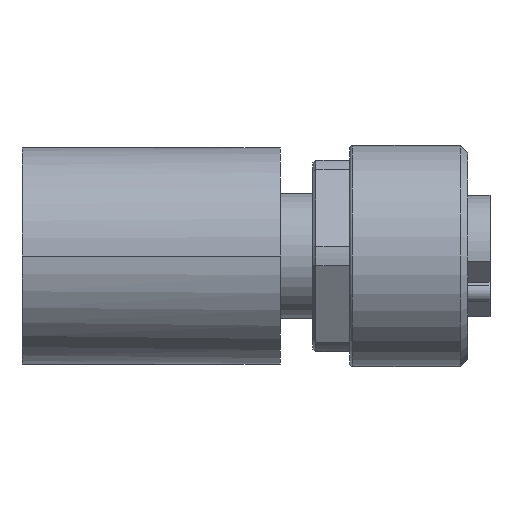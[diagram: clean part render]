
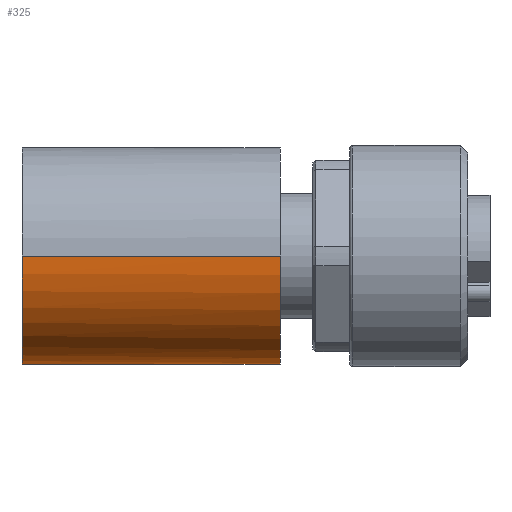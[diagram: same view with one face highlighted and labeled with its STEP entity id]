
A CAD part, left-side view. The second image highlights one B-rep face of the part: STEP entity #325.
In plain terms, the highlighted cylindrical face has radius 7.35 mm (diameter 14.7 mm), a partial arc.
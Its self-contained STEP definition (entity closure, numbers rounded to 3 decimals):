
#325=ADVANCED_FACE('',(#696),#697,.T.);
#696=FACE_OUTER_BOUND('',#1430,.T.);
#697=CYLINDRICAL_SURFACE('',#1431,7.35);
#1430=EDGE_LOOP('',(#2173,#2174,#2175,#2176,#2177,#2178,#2179,#2180,#2181,#2182,#2183,#2184));
#1431=AXIS2_PLACEMENT_3D('',#2185,#2186,#2187);
#2173=ORIENTED_EDGE('',*,*,#3077,.F.);
#2174=ORIENTED_EDGE('',*,*,#3083,.F.);
#2175=ORIENTED_EDGE('',*,*,#3098,.F.);
#2176=ORIENTED_EDGE('',*,*,#3099,.T.);
#2177=ORIENTED_EDGE('',*,*,#3100,.T.);
#2178=ORIENTED_EDGE('',*,*,#3085,.F.);
#2179=ORIENTED_EDGE('',*,*,#3074,.F.);
#2180=ORIENTED_EDGE('',*,*,#3070,.F.);
#2181=ORIENTED_EDGE('',*,*,#3073,.F.);
#2182=ORIENTED_EDGE('',*,*,#3068,.F.);
#2183=ORIENTED_EDGE('',*,*,#3072,.F.);
#2184=ORIENTED_EDGE('',*,*,#3066,.F.);
#2185=CARTESIAN_POINT('',(7.5,14.2,7.5));
#2186=DIRECTION('',(-0.0,1.0,0.0));
#2187=DIRECTION('',(1.0,0.0,0.0));
#3066=EDGE_CURVE('',#3534,#3524,#3647,.T.);
#3068=EDGE_CURVE('',#3578,#3568,#3649,.T.);
#3070=EDGE_CURVE('',#3561,#3549,#3651,.T.);
#3072=EDGE_CURVE('',#3524,#3578,#3653,.T.);
#3073=EDGE_CURVE('',#3568,#3561,#3654,.T.);
#3074=EDGE_CURVE('',#3549,#3655,#3656,.T.);
#3077=EDGE_CURVE('',#3658,#3534,#3660,.T.);
#3083=EDGE_CURVE('',#3666,#3658,#3668,.T.);
#3085=EDGE_CURVE('',#3655,#3670,#3671,.T.);
#3098=EDGE_CURVE('',#3685,#3666,#3686,.T.);
#3099=EDGE_CURVE('',#3685,#3687,#3688,.T.);
#3100=EDGE_CURVE('',#3687,#3670,#3689,.T.);
#3524=VERTEX_POINT('',#4269);
#3534=VERTEX_POINT('',#4283);
#3549=VERTEX_POINT('',#4318);
#3561=VERTEX_POINT('',#4334);
#3568=VERTEX_POINT('',#4343);
#3578=VERTEX_POINT('',#4357);
#3647=LINE('',#4453,#4454);
#3649=LINE('',#4456,#4457);
#3651=LINE('',#4459,#4460);
#3653=LINE('',#4462,#4463);
#3654=LINE('',#4464,#4465);
#3655=VERTEX_POINT('',#4466);
#3656=LINE('',#4467,#4468);
#3658=VERTEX_POINT('',#4471);
#3660=LINE('',#4474,#4475);
#3666=VERTEX_POINT('',#4483);
#3668=CIRCLE('',#4485,7.35);
#3670=VERTEX_POINT('',#4487);
#3671=CIRCLE('',#4488,7.35);
#3685=VERTEX_POINT('',#4509);
#3686=LINE('',#4510,#4511);
#3687=VERTEX_POINT('',#4512);
#3688=CIRCLE('',#4513,7.35);
#3689=LINE('',#4514,#4515);
#4269=CARTESIAN_POINT('',(8.13,20.7,0.177));
#4283=CARTESIAN_POINT('',(8.13,19.7,0.177));
#4318=CARTESIAN_POINT('',(8.13,28.7,0.177));
#4334=CARTESIAN_POINT('',(8.13,27.7,0.177));
#4343=CARTESIAN_POINT('',(8.13,24.7,0.177));
#4357=CARTESIAN_POINT('',(8.13,23.7,0.177));
#4453=CARTESIAN_POINT('',(8.13,19.7,0.177));
#4454=VECTOR('',#5186,1.0);
#4456=CARTESIAN_POINT('',(8.13,23.7,0.177));
#4457=VECTOR('',#5187,1.0);
#4459=CARTESIAN_POINT('',(8.13,27.7,0.177));
#4460=VECTOR('',#5188,1.0);
#4462=CARTESIAN_POINT('',(8.13,20.7,0.177));
#4463=VECTOR('',#5189,3.0);
#4464=CARTESIAN_POINT('',(8.13,24.7,0.177));
#4465=VECTOR('',#5190,3.0);
#4466=CARTESIAN_POINT('',(8.13,31.7,0.177));
#4467=CARTESIAN_POINT('',(8.13,28.7,0.177));
#4468=VECTOR('',#5191,3.0);
#4471=CARTESIAN_POINT('',(8.13,16.7,0.177));
#4474=CARTESIAN_POINT('',(8.13,16.7,0.177));
#4475=VECTOR('',#5194,3.0);
#4483=CARTESIAN_POINT('',(14.85,16.7,7.5));
#4485=AXIS2_PLACEMENT_3D('',#5200,#5201,#5202);
#4487=CARTESIAN_POINT('',(0.15,31.7,7.5));
#4488=AXIS2_PLACEMENT_3D('',#5203,#5204,#5205);
#4509=CARTESIAN_POINT('',(14.85,14.2,7.5));
#4510=CARTESIAN_POINT('',(14.85,14.2,7.5));
#4511=VECTOR('',#5216,2.5);
#4512=CARTESIAN_POINT('',(0.15,14.2,7.5));
#4513=AXIS2_PLACEMENT_3D('',#5217,#5218,#5219);
#4514=CARTESIAN_POINT('',(0.15,14.2,7.5));
#4515=VECTOR('',#5220,17.5);
#5186=DIRECTION('',(0.0,1.0,0.0));
#5187=DIRECTION('',(0.0,1.0,0.0));
#5188=DIRECTION('',(0.0,1.0,0.0));
#5189=DIRECTION('',(0.0,1.0,0.0));
#5190=DIRECTION('',(0.0,1.0,0.0));
#5191=DIRECTION('',(0.0,1.0,0.0));
#5194=DIRECTION('',(0.0,1.0,0.0));
#5200=CARTESIAN_POINT('',(7.5,16.7,7.5));
#5201=DIRECTION('',(-0.0,1.0,0.0));
#5202=DIRECTION('',(1.0,0.0,0.0));
#5203=CARTESIAN_POINT('',(7.5,31.7,7.5));
#5204=DIRECTION('',(0.0,1.0,0.0));
#5205=DIRECTION('',(0.086,0.0,-0.996));
#5216=DIRECTION('',(0.0,1.0,0.0));
#5217=CARTESIAN_POINT('',(7.5,14.2,7.5));
#5218=DIRECTION('',(-0.0,1.0,0.0));
#5219=DIRECTION('',(1.0,0.0,0.0));
#5220=DIRECTION('',(0.0,1.0,0.0));
